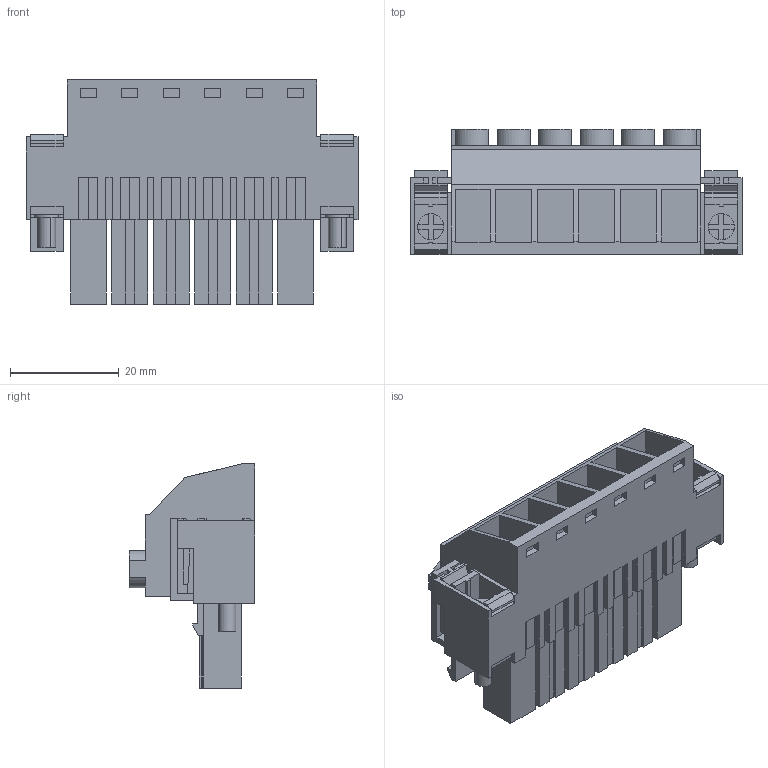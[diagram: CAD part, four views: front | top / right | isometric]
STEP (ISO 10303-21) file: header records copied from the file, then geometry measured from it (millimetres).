
FILE_DESCRIPTION(('CATIA V5 STEP','CAx-IF Rec.Pracs.--- Model Styling and Organization---1.2---2011-12-15'),'2;1');
FILE_NAME ('D1459359_0_1930200000_1930200000.stp','2017-07-31T10:54:14+00:00',('none'),('Weidmueller'),'CATIA Version 5-6 Release 2014','CATIA V5 STEP AP214','none');
FILE_SCHEMA(('AUTOMOTIVE_DESIGN { 1 0 10303 214 1 1 1 1 }'));
Length unit declared in the file: millimetre
Products named in the file (1): 1930200000
Bounding box: 60.96 x 23.1 x 41.15 mm (x, y, z)
Volume: 22794.7 mm3; surface area: 16728.2 mm2
Topology: 11 solids, 11 shells, 755 faces, 2118 edges, 1420 vertices
Faces by surface type: plane 697, cylinder 58
Entity records: 22176 total; most frequent: ORIENTED_EDGE 4236, CARTESIAN_POINT 4036, DIRECTION 2912, EDGE_CURVE 2118, VECTOR 1910, LINE 1910, VERTEX_POINT 1420, EDGE_LOOP 798
